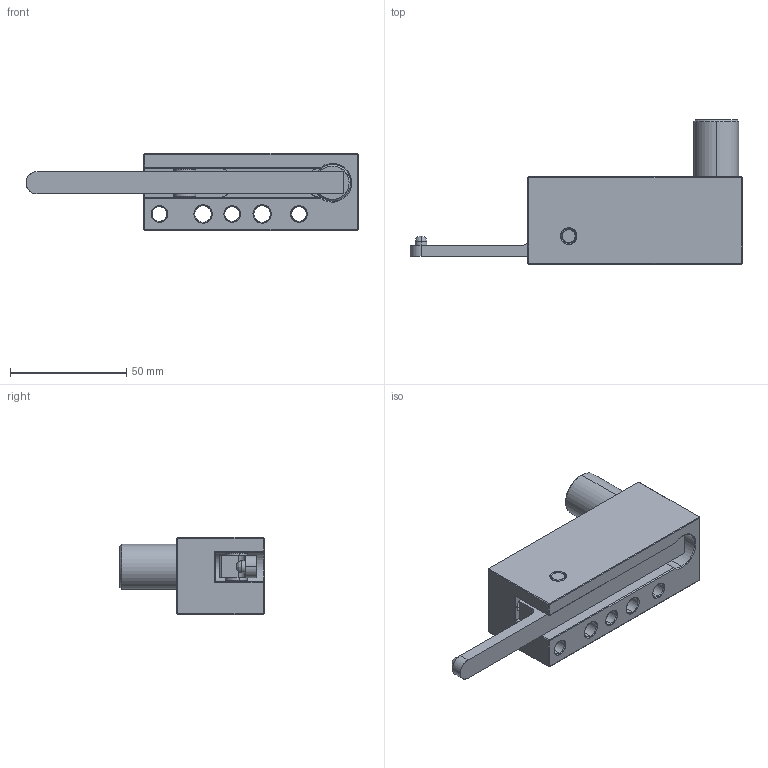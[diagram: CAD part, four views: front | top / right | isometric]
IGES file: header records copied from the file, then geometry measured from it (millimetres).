
Start section: SolidWorks IGES FILE using analytic representation for surfaces
Global section: file name: TR402-50.IGS; native system: SolidWorks 2004 by SolidWorks Corporation; preprocessor: Version 5.3; author: tmiller; date: 040413.171108; units: inch
Bounding box: 142.81 x 62 x 33.34 mm (x, y, z)
Surface area: 35313.6 mm2 (no closed solid volume)
Topology: 0 solids, 0 shells, 488 faces, 10910 edges, 13352 vertices
Faces by surface type: bspline 385, revolution 103
